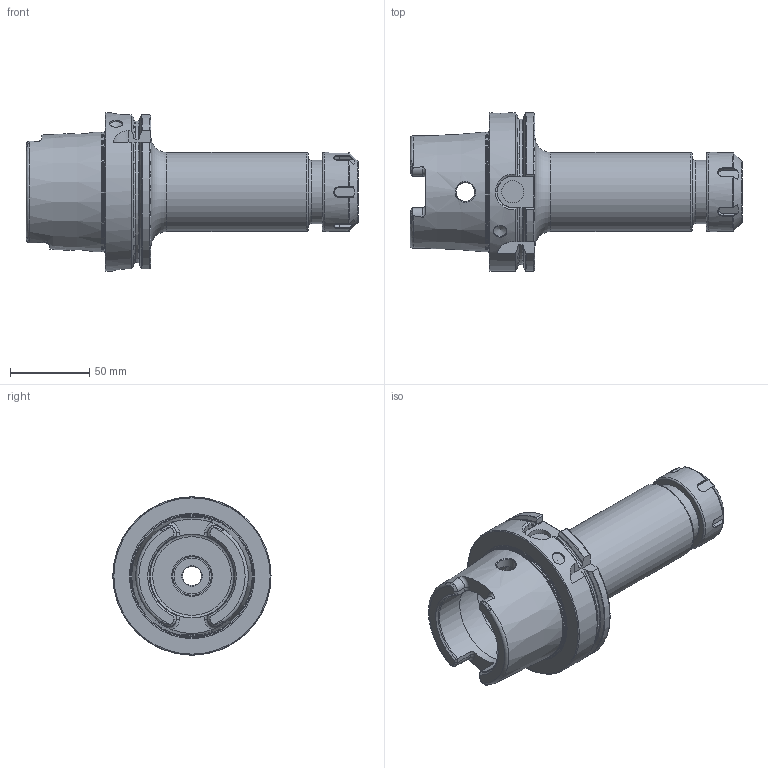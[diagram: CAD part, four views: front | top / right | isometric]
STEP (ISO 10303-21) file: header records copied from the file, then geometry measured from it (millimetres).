
FILE_DESCRIPTION(/* description */ (''),/* implementation_level */ '2;1');
FILE_NAME(/* name */ 'HSK100A-ER32-160.step',/* time_stamp */ '2022-01-05T12:35:39-06:00',/* author */ (''),/* organization */ (''),/* preprocessor_version */ 'ST-DEVELOPER v18.1',/* originating_system */ 'Autodesk Translation Framework v10.10.0.1391',/* authorisation */ '');
FILE_SCHEMA (('AUTOMOTIVE_DESIGN { 1 0 10303 214 3 1 1 }'));
Length unit declared in the file: millimetre
Products named in the file (2): HSK100A-ER32-160; NUT ERN32
Assembly tree (1 placements, depth 2):
  HSK100A-ER32-160
    NUT ERN32
Bounding box: 210 x 100 x 100 mm (x, y, z)
Volume: 452681.1 mm3; surface area: 82802.4 mm2
Topology: 2 solids, 2 shells, 297 faces, 789 edges, 506 vertices
Faces by surface type: plane 101, cylinder 60, bspline 60, torus 46, cone 30
Full cylindrical faces by diameter (mm): 8.5 x1, 10 x1, 12 x3, 14 x1, 22.5 x2, 24.4 x1, 24.5 x1, 25 x1, 26.99 x1, 33 x1, 35 x1, 38.526 x4, 40 x1, 40.208 x4, 41.2 x1, 50 x2, 53 x2, 63 x1, 75.615 x1, 100 x1
Entity records: 16513 total; most frequent: CARTESIAN_POINT 9632, ORIENTED_EDGE 1576, DIRECTION 1218, EDGE_CURVE 788, VERTEX_POINT 506, AXIS2_PLACEMENT_3D 468, EDGE_LOOP 316, FACE_OUTER_BOUND 297
